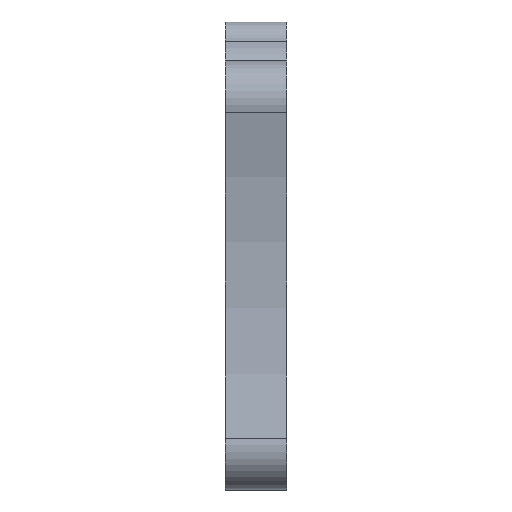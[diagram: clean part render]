
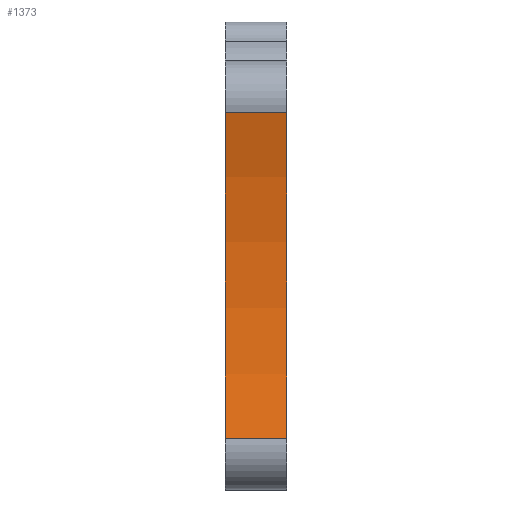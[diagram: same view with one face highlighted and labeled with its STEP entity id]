
A CAD part, left-side view. The second image highlights one B-rep face of the part: STEP entity #1373.
In plain terms, the highlighted cylindrical face has radius 97.24 mm (diameter 194.479 mm), a partial arc.
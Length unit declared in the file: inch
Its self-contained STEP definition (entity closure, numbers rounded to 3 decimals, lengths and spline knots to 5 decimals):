
#7 = VECTOR ( 'NONE', #624, 39.37008 ) ;
#10 = AXIS2_PLACEMENT_3D ( 'NONE', #93, #930, #214 ) ;
#28 = LINE ( 'NONE', #530, #1244 ) ;
#33 = CARTESIAN_POINT ( 'NONE',  ( 0.00863, 0.375, -0.31513 ) ) ;
#64 = ORIENTED_EDGE ( 'NONE', *, *, #906, .T. ) ;
#93 = CARTESIAN_POINT ( 'NONE',  ( -3.6875, 0., -1.3125 ) ) ;
#101 = ORIENTED_EDGE ( 'NONE', *, *, #1127, .T. ) ;
#124 = EDGE_LOOP ( 'NONE', ( #559, #913, #101, #64 ) ) ;
#153 = CARTESIAN_POINT ( 'NONE',  ( -3.6875, 0., -1.3125 ) ) ;
#214 = DIRECTION ( 'NONE',  ( 0., 0., 1. ) ) ;
#229 = EDGE_CURVE ( 'NONE', #339, #541, #242, .T. ) ;
#242 = CIRCLE ( 'NONE', #952, 3.82833 ) ;
#247 = DIRECTION ( 'NONE',  ( 0., -1., 0. ) ) ;
#271 = DIRECTION ( 'NONE',  ( 0., 1., 0. ) ) ;
#339 = VERTEX_POINT ( 'NONE', #750 ) ;
#377 = DIRECTION ( 'NONE',  ( 0., 0., 1. ) ) ;
#429 = AXIS2_PLACEMENT_3D ( 'NONE', #153, #271, #377 ) ;
#446 = CARTESIAN_POINT ( 'NONE',  ( 0.00863, 0., -0.31513 ) ) ;
#491 = CARTESIAN_POINT ( 'NONE',  ( 0.00863, 0., -2.30987 ) ) ;
#517 = CYLINDRICAL_SURFACE ( 'NONE', #429, 3.82833 ) ;
#530 = CARTESIAN_POINT ( 'NONE',  ( 0.00863, 0., -0.31513 ) ) ;
#541 = VERTEX_POINT ( 'NONE', #33 ) ;
#559 = ORIENTED_EDGE ( 'NONE', *, *, #229, .F. ) ;
#624 = DIRECTION ( 'NONE',  ( 0., 1., 0. ) ) ;
#666 = EDGE_CURVE ( 'NONE', #1346, #339, #1267, .T. ) ;
#750 = CARTESIAN_POINT ( 'NONE',  ( 0.00863, 0.375, -2.30987 ) ) ;
#842 = FACE_OUTER_BOUND ( 'NONE', #124, .T. ) ;
#906 = EDGE_CURVE ( 'NONE', #972, #541, #28, .T. ) ;
#913 = ORIENTED_EDGE ( 'NONE', *, *, #666, .F. ) ;
#930 = DIRECTION ( 'NONE',  ( 0., -1., 0. ) ) ;
#952 = AXIS2_PLACEMENT_3D ( 'NONE', #966, #247, #1080 ) ;
#966 = CARTESIAN_POINT ( 'NONE',  ( -3.6875, 0.375, -1.3125 ) ) ;
#972 = VERTEX_POINT ( 'NONE', #446 ) ;
#1010 = CIRCLE ( 'NONE', #10, 3.82833 ) ;
#1080 = DIRECTION ( 'NONE',  ( 0., 0., 1. ) ) ;
#1127 = EDGE_CURVE ( 'NONE', #1346, #972, #1010, .T. ) ;
#1244 = VECTOR ( 'NONE', #1353, 39.37008 ) ;
#1267 = LINE ( 'NONE', #491, #7 ) ;
#1346 = VERTEX_POINT ( 'NONE', #1429 ) ;
#1353 = DIRECTION ( 'NONE',  ( 0., 1., 0. ) ) ;
#1373 = ADVANCED_FACE ( 'NONE', ( #842 ), #517, .F. ) ;
#1429 = CARTESIAN_POINT ( 'NONE',  ( 0.00863, 0., -2.30987 ) ) ;
